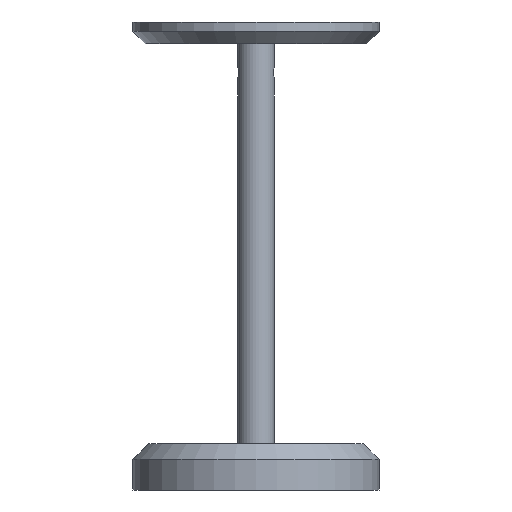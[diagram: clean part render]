
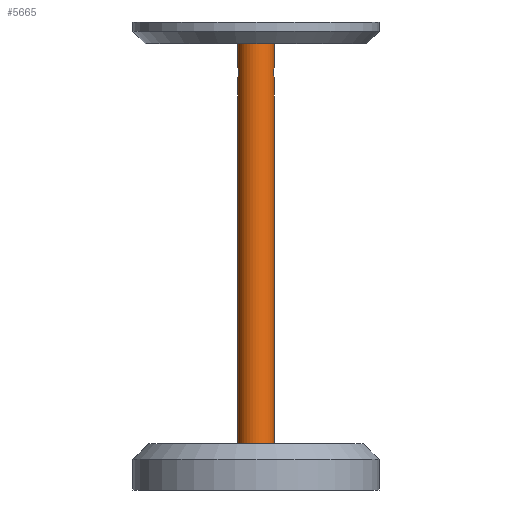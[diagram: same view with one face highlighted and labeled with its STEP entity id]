
A CAD part, front view. The second image highlights one B-rep face of the part: STEP entity #5665.
In plain terms, the highlighted cylindrical face has radius 6 mm (diameter 12 mm), a full revolution.
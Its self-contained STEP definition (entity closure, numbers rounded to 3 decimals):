
#213=B_SPLINE_CURVE_WITH_KNOTS('',3,(#9978,#9979,#9980,#9981,#9982,#9983,
#9984,#9985,#9986,#9987),.UNSPECIFIED.,.F.,.F.,(4,2,2,2,4),(0.,0.076,
0.152,0.228,0.304),.UNSPECIFIED.);
#214=B_SPLINE_CURVE_WITH_KNOTS('',3,(#9989,#9990,#9991,#9992,#9993,#9994,
#9995,#9996,#9997,#9998),.UNSPECIFIED.,.F.,.F.,(4,2,2,2,4),(0.912,
0.988,1.064,1.14,1.216),
 .UNSPECIFIED.);
#215=B_SPLINE_CURVE_WITH_KNOTS('',3,(#10000,#10001,#10002,#10003,#10004,
#10005,#10006,#10007,#10008,#10009),.UNSPECIFIED.,.F.,.F.,(4,2,2,2,4),(0.608,
0.684,0.76,0.836,0.912),
 .UNSPECIFIED.);
#216=B_SPLINE_CURVE_WITH_KNOTS('',3,(#10013,#10014,#10015,#10016,#10017,
#10018,#10019,#10020,#10021,#10022,#10023,#10024,#10025,#10026,#10027,#10028,
#10029,#10030),.UNSPECIFIED.,.F.,.F.,(4,2,2,2,2,2,2,2,4),(0.,0.076,
0.152,0.228,0.304,0.38,
0.456,0.532,0.608),.UNSPECIFIED.);
#217=B_SPLINE_CURVE_WITH_KNOTS('',3,(#10031,#10032,#10033,#10034,#10035,
#10036,#10037,#10038,#10039,#10040,#10041,#10042,#10043,#10044,#10045,#10046,
#10047,#10048),.UNSPECIFIED.,.F.,.F.,(4,2,2,2,2,2,2,2,4),(0.608,
0.684,0.76,0.836,0.912,
0.988,1.064,1.14,1.216),
 .UNSPECIFIED.);
#218=B_SPLINE_CURVE_WITH_KNOTS('',3,(#10049,#10050,#10051,#10052,#10053,
#10054,#10055,#10056,#10057,#10058),.UNSPECIFIED.,.F.,.F.,(4,2,2,2,4),(0.304,
0.38,0.456,0.532,0.608),
 .UNSPECIFIED.);
#419=FACE_BOUND('',#1254,.T.);
#881=FACE_OUTER_BOUND('',#1253,.T.);
#1253=EDGE_LOOP('',(#5316,#5317,#5318,#5319,#5320,#5321,#5322,#5323,#5324,
#5325));
#1254=EDGE_LOOP('',(#5326,#5327));
#1781=LINE('',#10100,#2305);
#1782=LINE('',#10102,#2306);
#2305=VECTOR('',#7145,6.);
#2306=VECTOR('',#7146,6.);
#2387=CIRCLE('',#6042,6.);
#2388=CIRCLE('',#6043,6.);
#2906=VERTEX_POINT('',#9976);
#2907=VERTEX_POINT('',#9977);
#2908=VERTEX_POINT('',#9988);
#2909=VERTEX_POINT('',#9999);
#2910=VERTEX_POINT('',#10010);
#2911=VERTEX_POINT('',#10012);
#2924=VERTEX_POINT('',#10098);
#2925=VERTEX_POINT('',#10101);
#3700=EDGE_CURVE('',#2906,#2907,#213,.T.);
#3701=EDGE_CURVE('',#2908,#2906,#214,.T.);
#3702=EDGE_CURVE('',#2909,#2908,#215,.T.);
#3704=EDGE_CURVE('',#2911,#2910,#216,.T.);
#3705=EDGE_CURVE('',#2910,#2911,#217,.T.);
#3706=EDGE_CURVE('',#2907,#2909,#218,.T.);
#3724=EDGE_CURVE('',#2924,#2924,#2387,.T.);
#3725=EDGE_CURVE('',#2924,#2907,#1781,.T.);
#3726=EDGE_CURVE('',#2908,#2925,#1782,.T.);
#3727=EDGE_CURVE('',#2925,#2925,#2388,.T.);
#5316=ORIENTED_EDGE('',*,*,#3724,.F.);
#5317=ORIENTED_EDGE('',*,*,#3725,.T.);
#5318=ORIENTED_EDGE('',*,*,#3706,.T.);
#5319=ORIENTED_EDGE('',*,*,#3702,.T.);
#5320=ORIENTED_EDGE('',*,*,#3726,.T.);
#5321=ORIENTED_EDGE('',*,*,#3727,.F.);
#5322=ORIENTED_EDGE('',*,*,#3726,.F.);
#5323=ORIENTED_EDGE('',*,*,#3701,.T.);
#5324=ORIENTED_EDGE('',*,*,#3700,.T.);
#5325=ORIENTED_EDGE('',*,*,#3725,.F.);
#5326=ORIENTED_EDGE('',*,*,#3704,.T.);
#5327=ORIENTED_EDGE('',*,*,#3705,.T.);
#5368=CYLINDRICAL_SURFACE('',#6041,6.);
#5665=ADVANCED_FACE('',(#881,#419),#5368,.T.);
#6041=AXIS2_PLACEMENT_3D('',#10097,#7141,#7142);
#6042=AXIS2_PLACEMENT_3D('',#10099,#7143,#7144);
#6043=AXIS2_PLACEMENT_3D('',#10103,#7147,#7148);
#7141=DIRECTION('center_axis',(0.,0.,1.));
#7142=DIRECTION('ref_axis',(-1.,0.,0.));
#7143=DIRECTION('center_axis',(0.,0.,1.));
#7144=DIRECTION('ref_axis',(-1.,0.,0.));
#7145=DIRECTION('',(0.,0.,-1.));
#7146=DIRECTION('',(0.,0.,-1.));
#7147=DIRECTION('center_axis',(0.,0.,-1.));
#7148=DIRECTION('ref_axis',(-1.,0.,0.));
#9976=CARTESIAN_POINT('',(-9.569,14.824,120.5));
#9977=CARTESIAN_POINT('',(-9.226,16.824,122.5));
#9978=CARTESIAN_POINT('Ctrl Pts',(-9.569,14.824,120.5));
#9979=CARTESIAN_POINT('Ctrl Pts',(-9.569,14.824,120.753));
#9980=CARTESIAN_POINT('Ctrl Pts',(-9.551,14.875,121.022));
#9981=CARTESIAN_POINT('Ctrl Pts',(-9.484,15.08,121.514));
#9982=CARTESIAN_POINT('Ctrl Pts',(-9.438,15.233,121.738));
#9983=CARTESIAN_POINT('Ctrl Pts',(-9.353,15.586,122.091));
#9984=CARTESIAN_POINT('Ctrl Pts',(-9.307,15.81,122.244));
#9985=CARTESIAN_POINT('Ctrl Pts',(-9.244,16.302,122.449));
#9986=CARTESIAN_POINT('Ctrl Pts',(-9.226,16.571,122.5));
#9987=CARTESIAN_POINT('Ctrl Pts',(-9.226,16.824,122.5));
#9988=CARTESIAN_POINT('',(-9.226,16.824,118.5));
#9989=CARTESIAN_POINT('Ctrl Pts',(-9.226,16.824,118.5));
#9990=CARTESIAN_POINT('Ctrl Pts',(-9.226,16.571,118.5));
#9991=CARTESIAN_POINT('Ctrl Pts',(-9.244,16.302,118.551));
#9992=CARTESIAN_POINT('Ctrl Pts',(-9.307,15.81,118.756));
#9993=CARTESIAN_POINT('Ctrl Pts',(-9.353,15.586,118.909));
#9994=CARTESIAN_POINT('Ctrl Pts',(-9.438,15.233,119.262));
#9995=CARTESIAN_POINT('Ctrl Pts',(-9.484,15.08,119.486));
#9996=CARTESIAN_POINT('Ctrl Pts',(-9.551,14.875,119.978));
#9997=CARTESIAN_POINT('Ctrl Pts',(-9.569,14.824,120.247));
#9998=CARTESIAN_POINT('Ctrl Pts',(-9.569,14.824,120.5));
#9999=CARTESIAN_POINT('',(-9.569,18.824,120.5));
#10000=CARTESIAN_POINT('Ctrl Pts',(-9.569,18.824,120.5));
#10001=CARTESIAN_POINT('Ctrl Pts',(-9.569,18.824,120.247));
#10002=CARTESIAN_POINT('Ctrl Pts',(-9.551,18.773,119.978));
#10003=CARTESIAN_POINT('Ctrl Pts',(-9.484,18.569,119.486));
#10004=CARTESIAN_POINT('Ctrl Pts',(-9.438,18.415,119.262));
#10005=CARTESIAN_POINT('Ctrl Pts',(-9.353,18.062,118.909));
#10006=CARTESIAN_POINT('Ctrl Pts',(-9.307,17.838,118.756));
#10007=CARTESIAN_POINT('Ctrl Pts',(-9.244,17.346,118.551));
#10008=CARTESIAN_POINT('Ctrl Pts',(-9.226,17.077,118.5));
#10009=CARTESIAN_POINT('Ctrl Pts',(-9.226,16.824,118.5));
#10010=CARTESIAN_POINT('',(-20.883,18.824,120.5));
#10012=CARTESIAN_POINT('',(-20.883,14.824,120.5));
#10013=CARTESIAN_POINT('Ctrl Pts',(-20.883,14.824,120.5));
#10014=CARTESIAN_POINT('Ctrl Pts',(-20.883,14.824,120.247));
#10015=CARTESIAN_POINT('Ctrl Pts',(-20.902,14.875,119.978));
#10016=CARTESIAN_POINT('Ctrl Pts',(-20.968,15.08,119.486));
#10017=CARTESIAN_POINT('Ctrl Pts',(-21.014,15.233,119.262));
#10018=CARTESIAN_POINT('Ctrl Pts',(-21.1,15.586,118.909));
#10019=CARTESIAN_POINT('Ctrl Pts',(-21.145,15.81,118.756));
#10020=CARTESIAN_POINT('Ctrl Pts',(-21.209,16.302,118.551));
#10021=CARTESIAN_POINT('Ctrl Pts',(-21.226,16.571,118.5));
#10022=CARTESIAN_POINT('Ctrl Pts',(-21.226,17.077,118.5));
#10023=CARTESIAN_POINT('Ctrl Pts',(-21.209,17.346,118.551));
#10024=CARTESIAN_POINT('Ctrl Pts',(-21.145,17.838,118.756));
#10025=CARTESIAN_POINT('Ctrl Pts',(-21.1,18.062,118.909));
#10026=CARTESIAN_POINT('Ctrl Pts',(-21.014,18.415,119.262));
#10027=CARTESIAN_POINT('Ctrl Pts',(-20.968,18.569,119.486));
#10028=CARTESIAN_POINT('Ctrl Pts',(-20.902,18.773,119.978));
#10029=CARTESIAN_POINT('Ctrl Pts',(-20.883,18.824,120.247));
#10030=CARTESIAN_POINT('Ctrl Pts',(-20.883,18.824,120.5));
#10031=CARTESIAN_POINT('Ctrl Pts',(-20.883,18.824,120.5));
#10032=CARTESIAN_POINT('Ctrl Pts',(-20.883,18.824,120.753));
#10033=CARTESIAN_POINT('Ctrl Pts',(-20.902,18.773,121.022));
#10034=CARTESIAN_POINT('Ctrl Pts',(-20.968,18.569,121.514));
#10035=CARTESIAN_POINT('Ctrl Pts',(-21.014,18.415,121.738));
#10036=CARTESIAN_POINT('Ctrl Pts',(-21.1,18.062,122.091));
#10037=CARTESIAN_POINT('Ctrl Pts',(-21.145,17.838,122.244));
#10038=CARTESIAN_POINT('Ctrl Pts',(-21.209,17.346,122.449));
#10039=CARTESIAN_POINT('Ctrl Pts',(-21.226,17.077,122.5));
#10040=CARTESIAN_POINT('Ctrl Pts',(-21.226,16.571,122.5));
#10041=CARTESIAN_POINT('Ctrl Pts',(-21.209,16.302,122.449));
#10042=CARTESIAN_POINT('Ctrl Pts',(-21.145,15.81,122.244));
#10043=CARTESIAN_POINT('Ctrl Pts',(-21.1,15.586,122.091));
#10044=CARTESIAN_POINT('Ctrl Pts',(-21.014,15.233,121.738));
#10045=CARTESIAN_POINT('Ctrl Pts',(-20.968,15.08,121.514));
#10046=CARTESIAN_POINT('Ctrl Pts',(-20.902,14.875,121.022));
#10047=CARTESIAN_POINT('Ctrl Pts',(-20.883,14.824,120.753));
#10048=CARTESIAN_POINT('Ctrl Pts',(-20.883,14.824,120.5));
#10049=CARTESIAN_POINT('Ctrl Pts',(-9.226,16.824,122.5));
#10050=CARTESIAN_POINT('Ctrl Pts',(-9.226,17.077,122.5));
#10051=CARTESIAN_POINT('Ctrl Pts',(-9.244,17.346,122.449));
#10052=CARTESIAN_POINT('Ctrl Pts',(-9.307,17.838,122.244));
#10053=CARTESIAN_POINT('Ctrl Pts',(-9.353,18.062,122.091));
#10054=CARTESIAN_POINT('Ctrl Pts',(-9.438,18.415,121.738));
#10055=CARTESIAN_POINT('Ctrl Pts',(-9.484,18.569,121.514));
#10056=CARTESIAN_POINT('Ctrl Pts',(-9.551,18.773,121.022));
#10057=CARTESIAN_POINT('Ctrl Pts',(-9.569,18.824,120.753));
#10058=CARTESIAN_POINT('Ctrl Pts',(-9.569,18.824,120.5));
#10097=CARTESIAN_POINT('Origin',(-15.226,16.824,0.));
#10098=CARTESIAN_POINT('',(-9.226,16.824,130.));
#10099=CARTESIAN_POINT('Origin',(-15.226,16.824,130.));
#10100=CARTESIAN_POINT('',(-9.226,16.824,0.));
#10101=CARTESIAN_POINT('',(-9.226,16.824,0.));
#10102=CARTESIAN_POINT('',(-9.226,16.824,0.));
#10103=CARTESIAN_POINT('Origin',(-15.226,16.824,0.));
